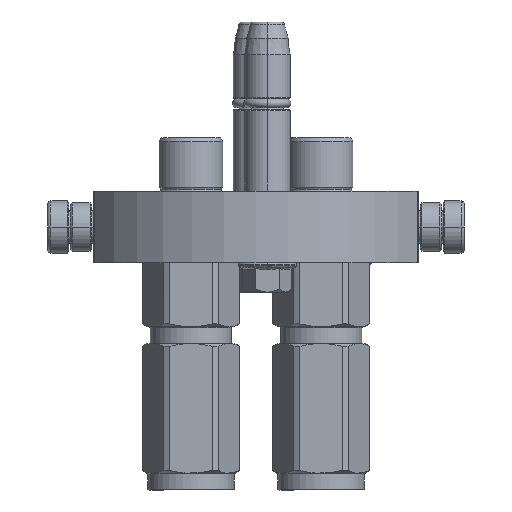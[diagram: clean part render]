
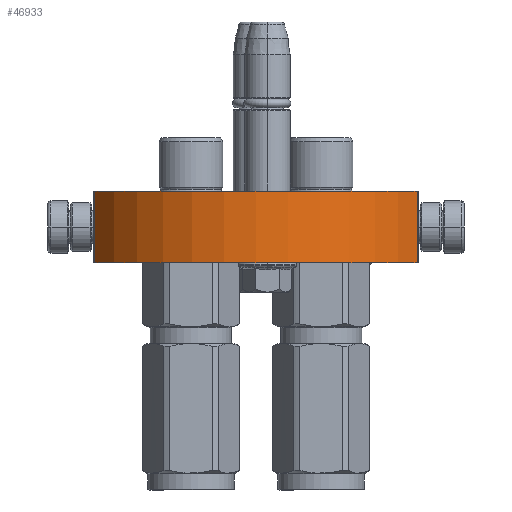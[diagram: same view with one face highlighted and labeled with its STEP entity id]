
A CAD part, left-side view. The second image highlights one B-rep face of the part: STEP entity #46933.
In plain terms, the highlighted cylindrical face has radius 57.25 mm (diameter 114.5 mm), a partial arc.
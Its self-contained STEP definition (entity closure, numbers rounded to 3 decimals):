
#3109 = LINE ( 'NONE', #56778, #53694 ) ;
#4232 = DIRECTION ( 'NONE',  ( 0.865, 0.502, 0. ) ) ;
#4599 = CARTESIAN_POINT ( 'NONE',  ( -49.5, 28.763, 0. ) ) ;
#6861 = CARTESIAN_POINT ( 'NONE',  ( 49.5, 28.763, 22. ) ) ;
#8774 = DIRECTION ( 'NONE',  ( 0., 0., 1. ) ) ;
#9097 = EDGE_CURVE ( 'NONE', #19961, #34508, #3109, .T. ) ;
#9267 = CIRCLE ( 'NONE', #63957, 57.25 ) ;
#9643 = DIRECTION ( 'NONE',  ( 0., 0., 1. ) ) ;
#13942 = CARTESIAN_POINT ( 'NONE',  ( 0., 0., 0. ) ) ;
#14147 = FACE_OUTER_BOUND ( 'NONE', #59965, .T. ) ;
#15413 = EDGE_CURVE ( 'NONE', #28528, #32082, #38502, .T. ) ;
#19018 = EDGE_CURVE ( 'NONE', #32082, #34508, #61938, .T. ) ;
#19961 = VERTEX_POINT ( 'NONE', #4599 ) ;
#28528 = VERTEX_POINT ( 'NONE', #63929 ) ;
#31224 = CARTESIAN_POINT ( 'NONE',  ( -49.5, 28.763, 22. ) ) ;
#31855 = CARTESIAN_POINT ( 'NONE',  ( 0., 0., 22. ) ) ;
#32082 = VERTEX_POINT ( 'NONE', #6861 ) ;
#34508 = VERTEX_POINT ( 'NONE', #31224 ) ;
#37310 = ORIENTED_EDGE ( 'NONE', *, *, #9097, .T. ) ;
#38502 = LINE ( 'NONE', #38779, #54879 ) ;
#38779 = CARTESIAN_POINT ( 'NONE',  ( 49.5, 28.763, 0. ) ) ;
#38927 = DIRECTION ( 'NONE',  ( 0., 0., -1. ) ) ;
#40544 = CYLINDRICAL_SURFACE ( 'NONE', #49784, 57.25 ) ;
#41963 = DIRECTION ( 'NONE',  ( 0., 0., 1. ) ) ;
#44148 = DIRECTION ( 'NONE',  ( 1., 0., 0. ) ) ;
#44926 = ORIENTED_EDGE ( 'NONE', *, *, #15413, .F. ) ;
#46933 = ADVANCED_FACE ( 'NONE', ( #14147 ), #40544, .T. ) ;
#47810 = EDGE_CURVE ( 'NONE', #28528, #19961, #9267, .T. ) ;
#49636 = AXIS2_PLACEMENT_3D ( 'NONE', #31855, #57132, #52091 ) ;
#49784 = AXIS2_PLACEMENT_3D ( 'NONE', #13942, #38927, #44148 ) ;
#50062 = ORIENTED_EDGE ( 'NONE', *, *, #47810, .T. ) ;
#52091 = DIRECTION ( 'NONE',  ( 0.865, 0.502, 0. ) ) ;
#53694 = VECTOR ( 'NONE', #41963, 1000. ) ;
#53971 = ORIENTED_EDGE ( 'NONE', *, *, #19018, .F. ) ;
#54243 = CARTESIAN_POINT ( 'NONE',  ( 0., 0., 0. ) ) ;
#54879 = VECTOR ( 'NONE', #8774, 1000. ) ;
#56778 = CARTESIAN_POINT ( 'NONE',  ( -49.5, 28.763, 0. ) ) ;
#57132 = DIRECTION ( 'NONE',  ( 0., 0., 1. ) ) ;
#59965 = EDGE_LOOP ( 'NONE', ( #50062, #37310, #53971, #44926 ) ) ;
#61938 = CIRCLE ( 'NONE', #49636, 57.25 ) ;
#63929 = CARTESIAN_POINT ( 'NONE',  ( 49.5, 28.763, 0. ) ) ;
#63957 = AXIS2_PLACEMENT_3D ( 'NONE', #54243, #9643, #4232 ) ;
